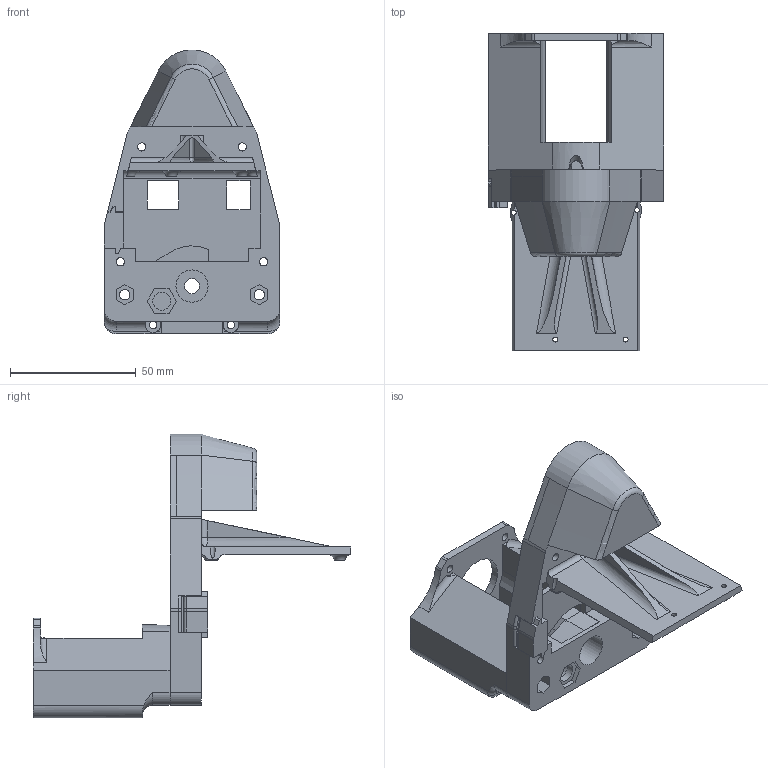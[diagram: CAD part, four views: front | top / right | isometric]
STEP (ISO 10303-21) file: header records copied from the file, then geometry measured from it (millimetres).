
FILE_DESCRIPTION(/* description */ (''),/* implementation_level */ '2;1');
FILE_NAME(/* name */ 'Z-axis_mount.step',/* time_stamp */ '2020-12-28T09:26:41+01:00',/* author */ (''),/* organization */ (''),/* preprocessor_version */ 'ST-DEVELOPER v18.1',/* originating_system */ 'Autodesk Translation Framework v9.7.1.1290',/* authorisation */ '');
FILE_SCHEMA (('AUTOMOTIVE_DESIGN { 1 0 10303 214 3 1 1 }'));
Length unit declared in the file: millimetre
Products named in the file (1): Z-bracket
Bounding box: 70 x 126.5 x 112.99 mm (x, y, z)
Volume: 132382.7 mm3; surface area: 52386.5 mm2
Topology: 3 solids, 3 shells, 423 faces, 1202 edges, 791 vertices
Faces by surface type: cylinder 165, plane 160, bspline 83, torus 12, cone 3
Full cylindrical faces by diameter (mm): 2 x4, 3.1 x4, 3.3 x4, 4 x1, 4.1 x4, 6 x2, 6.1 x2, 6.4 x2, 6.5 x2, 7 x2, 7.2 x1, 9.5 x1, 12.1 x1, 12.8 x1, 22.5 x1
Entity records: 21737 total; most frequent: CARTESIAN_POINT 11384, ORIENTED_EDGE 2402, DIRECTION 1741, EDGE_CURVE 1201, VERTEX_POINT 791, LINE 621, VECTOR 621, AXIS2_PLACEMENT_3D 560
